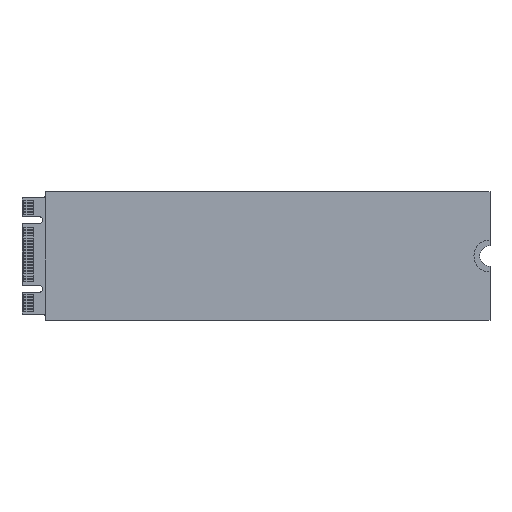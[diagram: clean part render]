
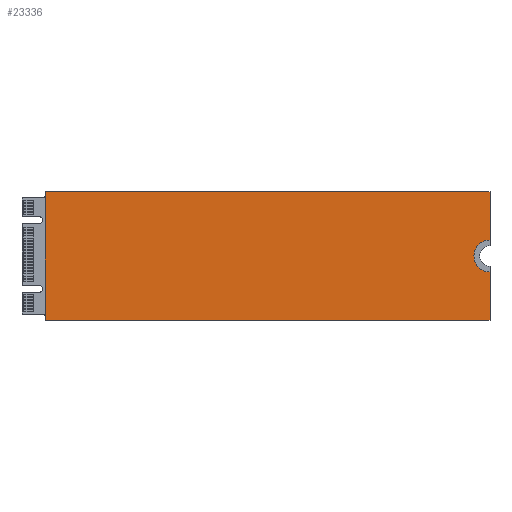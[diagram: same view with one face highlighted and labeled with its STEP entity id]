
A CAD part, top view. The second image highlights one B-rep face of the part: STEP entity #23336.
In plain terms, the highlighted planar face has unit normal (0, 0, 1).
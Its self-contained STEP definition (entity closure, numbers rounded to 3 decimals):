
#22866 = VERTEX_POINT('',#22867);
#22867 = CARTESIAN_POINT('',(4.,11.,1.4));
#22874 = PLANE('',#22875);
#22875 = AXIS2_PLACEMENT_3D('',#22876,#22877,#22878);
#22876 = CARTESIAN_POINT('',(4.,11.,0.));
#22877 = DIRECTION('',(1.,0.,0.));
#22878 = DIRECTION('',(0.,-1.,0.));
#22886 = PLANE('',#22887);
#22887 = AXIS2_PLACEMENT_3D('',#22888,#22889,#22890);
#22888 = CARTESIAN_POINT('',(4.,11.,0.));
#22889 = DIRECTION('',(0.,1.,0.));
#22890 = DIRECTION('',(1.,0.,0.));
#22898 = EDGE_CURVE('',#22866,#22899,#22901,.T.);
#22899 = VERTEX_POINT('',#22900);
#22900 = CARTESIAN_POINT('',(4.,-11.,1.4));
#22901 = SURFACE_CURVE('',#22902,(#22906,#22913),.PCURVE_S1.);
#22902 = LINE('',#22903,#22904);
#22903 = CARTESIAN_POINT('',(4.,11.,1.4));
#22904 = VECTOR('',#22905,1.);
#22905 = DIRECTION('',(0.,-1.,0.));
#22906 = PCURVE('',#22874,#22907);
#22907 = DEFINITIONAL_REPRESENTATION('',(#22908),#22912);
#22908 = LINE('',#22909,#22910);
#22909 = CARTESIAN_POINT('',(0.,-1.4));
#22910 = VECTOR('',#22911,1.);
#22911 = DIRECTION('',(1.,0.));
#22912 = ( GEOMETRIC_REPRESENTATION_CONTEXT(2) 
PARAMETRIC_REPRESENTATION_CONTEXT() REPRESENTATION_CONTEXT('2D SPACE',''
  ) );
#22913 = PCURVE('',#22914,#22919);
#22914 = PLANE('',#22915);
#22915 = AXIS2_PLACEMENT_3D('',#22916,#22917,#22918);
#22916 = CARTESIAN_POINT('',(42.46,0.,1.4));
#22917 = DIRECTION('',(0.,0.,1.));
#22918 = DIRECTION('',(1.,0.,0.));
#22919 = DEFINITIONAL_REPRESENTATION('',(#22920),#22924);
#22920 = LINE('',#22921,#22922);
#22921 = CARTESIAN_POINT('',(-38.46,11.));
#22922 = VECTOR('',#22923,1.);
#22923 = DIRECTION('',(0.,-1.));
#22924 = ( GEOMETRIC_REPRESENTATION_CONTEXT(2) 
PARAMETRIC_REPRESENTATION_CONTEXT() REPRESENTATION_CONTEXT('2D SPACE',''
  ) );
#22942 = PLANE('',#22943);
#22943 = AXIS2_PLACEMENT_3D('',#22944,#22945,#22946);
#22944 = CARTESIAN_POINT('',(4.,-11.,0.));
#22945 = DIRECTION('',(0.,1.,0.));
#22946 = DIRECTION('',(1.,0.,0.));
#22984 = EDGE_CURVE('',#22899,#22985,#22987,.T.);
#22985 = VERTEX_POINT('',#22986);
#22986 = CARTESIAN_POINT('',(80.,-11.,1.4));
#22987 = SURFACE_CURVE('',#22988,(#22992,#22999),.PCURVE_S1.);
#22988 = LINE('',#22989,#22990);
#22989 = CARTESIAN_POINT('',(4.,-11.,1.4));
#22990 = VECTOR('',#22991,1.);
#22991 = DIRECTION('',(1.,0.,0.));
#22992 = PCURVE('',#22942,#22993);
#22993 = DEFINITIONAL_REPRESENTATION('',(#22994),#22998);
#22994 = LINE('',#22995,#22996);
#22995 = CARTESIAN_POINT('',(0.,-1.4));
#22996 = VECTOR('',#22997,1.);
#22997 = DIRECTION('',(1.,0.));
#22998 = ( GEOMETRIC_REPRESENTATION_CONTEXT(2) 
PARAMETRIC_REPRESENTATION_CONTEXT() REPRESENTATION_CONTEXT('2D SPACE',''
  ) );
#22999 = PCURVE('',#22914,#23000);
#23000 = DEFINITIONAL_REPRESENTATION('',(#23001),#23005);
#23001 = LINE('',#23002,#23003);
#23002 = CARTESIAN_POINT('',(-38.46,-11.));
#23003 = VECTOR('',#23004,1.);
#23004 = DIRECTION('',(1.,0.));
#23005 = ( GEOMETRIC_REPRESENTATION_CONTEXT(2) 
PARAMETRIC_REPRESENTATION_CONTEXT() REPRESENTATION_CONTEXT('2D SPACE',''
  ) );
#23023 = PLANE('',#23024);
#23024 = AXIS2_PLACEMENT_3D('',#23025,#23026,#23027);
#23025 = CARTESIAN_POINT('',(80.,-11.,0.));
#23026 = DIRECTION('',(-1.,0.,0.));
#23027 = DIRECTION('',(0.,1.,0.));
#23060 = EDGE_CURVE('',#22985,#23061,#23063,.T.);
#23061 = VERTEX_POINT('',#23062);
#23062 = CARTESIAN_POINT('',(80.,-2.75,1.4));
#23063 = SURFACE_CURVE('',#23064,(#23068,#23075),.PCURVE_S1.);
#23064 = LINE('',#23065,#23066);
#23065 = CARTESIAN_POINT('',(80.,-11.,1.4));
#23066 = VECTOR('',#23067,1.);
#23067 = DIRECTION('',(0.,1.,0.));
#23068 = PCURVE('',#23023,#23069);
#23069 = DEFINITIONAL_REPRESENTATION('',(#23070),#23074);
#23070 = LINE('',#23071,#23072);
#23071 = CARTESIAN_POINT('',(0.,-1.4));
#23072 = VECTOR('',#23073,1.);
#23073 = DIRECTION('',(1.,0.));
#23074 = ( GEOMETRIC_REPRESENTATION_CONTEXT(2) 
PARAMETRIC_REPRESENTATION_CONTEXT() REPRESENTATION_CONTEXT('2D SPACE',''
  ) );
#23075 = PCURVE('',#22914,#23076);
#23076 = DEFINITIONAL_REPRESENTATION('',(#23077),#23081);
#23077 = LINE('',#23078,#23079);
#23078 = CARTESIAN_POINT('',(37.54,-11.));
#23079 = VECTOR('',#23080,1.);
#23080 = DIRECTION('',(0.,1.));
#23081 = ( GEOMETRIC_REPRESENTATION_CONTEXT(2) 
PARAMETRIC_REPRESENTATION_CONTEXT() REPRESENTATION_CONTEXT('2D SPACE',''
  ) );
#23099 = CYLINDRICAL_SURFACE('',#23100,2.75);
#23100 = AXIS2_PLACEMENT_3D('',#23101,#23102,#23103);
#23101 = CARTESIAN_POINT('',(80.,0.,0.));
#23102 = DIRECTION('',(-0.,-0.,-1.));
#23103 = DIRECTION('',(1.,0.,0.));
#23138 = VERTEX_POINT('',#23139);
#23139 = CARTESIAN_POINT('',(80.,2.75,1.4));
#23153 = PLANE('',#23154);
#23154 = AXIS2_PLACEMENT_3D('',#23155,#23156,#23157);
#23155 = CARTESIAN_POINT('',(80.,11.,0.));
#23156 = DIRECTION('',(1.,0.,0.));
#23157 = DIRECTION('',(0.,-1.,0.));
#23165 = EDGE_CURVE('',#23138,#23061,#23166,.T.);
#23166 = SURFACE_CURVE('',#23167,(#23172,#23179),.PCURVE_S1.);
#23167 = CIRCLE('',#23168,2.75);
#23168 = AXIS2_PLACEMENT_3D('',#23169,#23170,#23171);
#23169 = CARTESIAN_POINT('',(80.,0.,1.4));
#23170 = DIRECTION('',(0.,0.,1.));
#23171 = DIRECTION('',(1.,0.,0.));
#23172 = PCURVE('',#23099,#23173);
#23173 = DEFINITIONAL_REPRESENTATION('',(#23174),#23178);
#23174 = LINE('',#23175,#23176);
#23175 = CARTESIAN_POINT('',(-0.,-1.4));
#23176 = VECTOR('',#23177,1.);
#23177 = DIRECTION('',(-1.,0.));
#23178 = ( GEOMETRIC_REPRESENTATION_CONTEXT(2) 
PARAMETRIC_REPRESENTATION_CONTEXT() REPRESENTATION_CONTEXT('2D SPACE',''
  ) );
#23179 = PCURVE('',#22914,#23180);
#23180 = DEFINITIONAL_REPRESENTATION('',(#23181),#23185);
#23181 = CIRCLE('',#23182,2.75);
#23182 = AXIS2_PLACEMENT_2D('',#23183,#23184);
#23183 = CARTESIAN_POINT('',(37.54,0.));
#23184 = DIRECTION('',(1.,0.));
#23185 = ( GEOMETRIC_REPRESENTATION_CONTEXT(2) 
PARAMETRIC_REPRESENTATION_CONTEXT() REPRESENTATION_CONTEXT('2D SPACE',''
  ) );
#23216 = VERTEX_POINT('',#23217);
#23217 = CARTESIAN_POINT('',(80.,11.,1.4));
#23238 = EDGE_CURVE('',#23216,#23138,#23239,.T.);
#23239 = SURFACE_CURVE('',#23240,(#23244,#23251),.PCURVE_S1.);
#23240 = LINE('',#23241,#23242);
#23241 = CARTESIAN_POINT('',(80.,11.,1.4));
#23242 = VECTOR('',#23243,1.);
#23243 = DIRECTION('',(0.,-1.,0.));
#23244 = PCURVE('',#23153,#23245);
#23245 = DEFINITIONAL_REPRESENTATION('',(#23246),#23250);
#23246 = LINE('',#23247,#23248);
#23247 = CARTESIAN_POINT('',(0.,-1.4));
#23248 = VECTOR('',#23249,1.);
#23249 = DIRECTION('',(1.,0.));
#23250 = ( GEOMETRIC_REPRESENTATION_CONTEXT(2) 
PARAMETRIC_REPRESENTATION_CONTEXT() REPRESENTATION_CONTEXT('2D SPACE',''
  ) );
#23251 = PCURVE('',#22914,#23252);
#23252 = DEFINITIONAL_REPRESENTATION('',(#23253),#23257);
#23253 = LINE('',#23254,#23255);
#23254 = CARTESIAN_POINT('',(37.54,11.));
#23255 = VECTOR('',#23256,1.);
#23256 = DIRECTION('',(0.,-1.));
#23257 = ( GEOMETRIC_REPRESENTATION_CONTEXT(2) 
PARAMETRIC_REPRESENTATION_CONTEXT() REPRESENTATION_CONTEXT('2D SPACE',''
  ) );
#23285 = EDGE_CURVE('',#22866,#23216,#23286,.T.);
#23286 = SURFACE_CURVE('',#23287,(#23291,#23298),.PCURVE_S1.);
#23287 = LINE('',#23288,#23289);
#23288 = CARTESIAN_POINT('',(4.,11.,1.4));
#23289 = VECTOR('',#23290,1.);
#23290 = DIRECTION('',(1.,0.,0.));
#23291 = PCURVE('',#22886,#23292);
#23292 = DEFINITIONAL_REPRESENTATION('',(#23293),#23297);
#23293 = LINE('',#23294,#23295);
#23294 = CARTESIAN_POINT('',(0.,-1.4));
#23295 = VECTOR('',#23296,1.);
#23296 = DIRECTION('',(1.,0.));
#23297 = ( GEOMETRIC_REPRESENTATION_CONTEXT(2) 
PARAMETRIC_REPRESENTATION_CONTEXT() REPRESENTATION_CONTEXT('2D SPACE',''
  ) );
#23298 = PCURVE('',#22914,#23299);
#23299 = DEFINITIONAL_REPRESENTATION('',(#23300),#23304);
#23300 = LINE('',#23301,#23302);
#23301 = CARTESIAN_POINT('',(-38.46,11.));
#23302 = VECTOR('',#23303,1.);
#23303 = DIRECTION('',(1.,0.));
#23304 = ( GEOMETRIC_REPRESENTATION_CONTEXT(2) 
PARAMETRIC_REPRESENTATION_CONTEXT() REPRESENTATION_CONTEXT('2D SPACE',''
  ) );
#23336 = ADVANCED_FACE('',(#23337),#22914,.T.);
#23337 = FACE_BOUND('',#23338,.T.);
#23338 = EDGE_LOOP('',(#23339,#23340,#23341,#23342,#23343,#23344));
#23339 = ORIENTED_EDGE('',*,*,#22898,.T.);
#23340 = ORIENTED_EDGE('',*,*,#22984,.T.);
#23341 = ORIENTED_EDGE('',*,*,#23060,.T.);
#23342 = ORIENTED_EDGE('',*,*,#23165,.F.);
#23343 = ORIENTED_EDGE('',*,*,#23238,.F.);
#23344 = ORIENTED_EDGE('',*,*,#23285,.F.);
